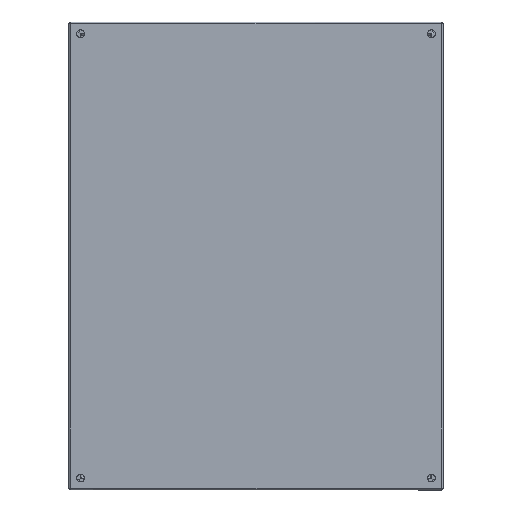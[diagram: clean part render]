
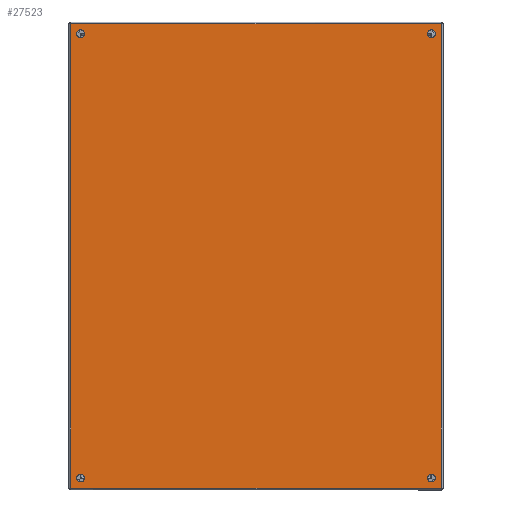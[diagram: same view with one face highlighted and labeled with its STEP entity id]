
A CAD part, top view. The second image highlights one B-rep face of the part: STEP entity #27523.
In plain terms, the highlighted face is planar.
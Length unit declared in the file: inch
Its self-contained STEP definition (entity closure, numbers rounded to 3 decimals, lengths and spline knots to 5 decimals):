
#313 = CARTESIAN_POINT ( 'NONE',  ( 0., 0.072, -14.928 ) ) ;
#333 = VERTEX_POINT ( 'NONE', #35653 ) ;
#627 = LINE ( 'NONE', #6040, #37093 ) ;
#1187 = EDGE_CURVE ( 'NONE', #33790, #9095, #4870, .T. ) ;
#1258 = DIRECTION ( 'NONE',  ( 0., 0., 1. ) ) ;
#1320 = CARTESIAN_POINT ( 'NONE',  ( 0., 0.75, 14.5 ) ) ;
#1680 = EDGE_CURVE ( 'NONE', #5087, #27216, #31554, .T. ) ;
#1848 = VECTOR ( 'NONE', #34872, 39.37008 ) ;
#1961 = AXIS2_PLACEMENT_3D ( 'NONE', #12679, #24330, #1258 ) ;
#2140 = AXIS2_PLACEMENT_3D ( 'NONE', #16674, #10954, #11122 ) ;
#2270 = AXIS2_PLACEMENT_3D ( 'NONE', #19999, #5957, #11941 ) ;
#3034 = AXIS2_PLACEMENT_3D ( 'NONE', #36301, #10112, #12800 ) ;
#3505 = CIRCLE ( 'NONE', #2270, 0.25 ) ;
#3528 = CARTESIAN_POINT ( 'NONE',  ( 0., 23.25, 14.5 ) ) ;
#4627 = CIRCLE ( 'NONE', #10183, 0.25 ) ;
#4870 = CIRCLE ( 'NONE', #3034, 0.25 ) ;
#5087 = VERTEX_POINT ( 'NONE', #12195 ) ;
#5431 = ORIENTED_EDGE ( 'NONE', *, *, #14840, .T. ) ;
#5600 = CIRCLE ( 'NONE', #23986, 0.25 ) ;
#5957 = DIRECTION ( 'NONE',  ( 1., 0., 0. ) ) ;
#6040 = CARTESIAN_POINT ( 'NONE',  ( 0., 0.108, -14.928 ) ) ;
#6088 = FACE_BOUND ( 'NONE', #35683, .T. ) ;
#6423 = CARTESIAN_POINT ( 'NONE',  ( 0., 0.75, -14.5 ) ) ;
#6474 = FACE_OUTER_BOUND ( 'NONE', #11785, .T. ) ;
#7304 = EDGE_CURVE ( 'NONE', #27216, #5087, #5600, .T. ) ;
#7345 = LINE ( 'NONE', #18892, #12320 ) ;
#7397 = CARTESIAN_POINT ( 'NONE',  ( 0., 23.25, -14.25 ) ) ;
#7752 = EDGE_CURVE ( 'NONE', #35459, #17820, #17952, .T. ) ;
#8124 = VERTEX_POINT ( 'NONE', #31701 ) ;
#8282 = CARTESIAN_POINT ( 'NONE',  ( 0., 23.25, -14. ) ) ;
#8617 = LINE ( 'NONE', #34504, #1848 ) ;
#8685 = EDGE_LOOP ( 'NONE', ( #31875, #11106 ) ) ;
#8839 = CARTESIAN_POINT ( 'NONE',  ( 0., 23.892, -14.892 ) ) ;
#9095 = VERTEX_POINT ( 'NONE', #18433 ) ;
#9757 = DIRECTION ( 'NONE',  ( 1., 0., 0. ) ) ;
#10112 = DIRECTION ( 'NONE',  ( 1., 0., 0. ) ) ;
#10183 = AXIS2_PLACEMENT_3D ( 'NONE', #24147, #35995, #20727 ) ;
#10562 = CARTESIAN_POINT ( 'NONE',  ( 0., 23.25, 14.25 ) ) ;
#10644 = EDGE_CURVE ( 'NONE', #21867, #8124, #7345, .T. ) ;
#10836 = CARTESIAN_POINT ( 'NONE',  ( 0., 0.75, 14. ) ) ;
#10904 = DIRECTION ( 'NONE',  ( 1., 0., 0. ) ) ;
#10954 = DIRECTION ( 'NONE',  ( 1., 0., 0. ) ) ;
#11106 = ORIENTED_EDGE ( 'NONE', *, *, #34911, .T. ) ;
#11122 = DIRECTION ( 'NONE',  ( 0., 0., 1. ) ) ;
#11627 = ORIENTED_EDGE ( 'NONE', *, *, #10644, .F. ) ;
#11785 = EDGE_LOOP ( 'NONE', ( #31822, #32498, #29577, #11627 ) ) ;
#11903 = EDGE_LOOP ( 'NONE', ( #37832, #28889 ) ) ;
#11941 = DIRECTION ( 'NONE',  ( 0., 0., 1. ) ) ;
#12195 = CARTESIAN_POINT ( 'NONE',  ( 0., 23.25, -14.5 ) ) ;
#12320 = VECTOR ( 'NONE', #16581, 39.37008 ) ;
#12679 = CARTESIAN_POINT ( 'NONE',  ( 0., 0.75, -14.25 ) ) ;
#12800 = DIRECTION ( 'NONE',  ( 0., 0., 1. ) ) ;
#14232 = AXIS2_PLACEMENT_3D ( 'NONE', #27643, #30141, #27280 ) ;
#14840 = EDGE_CURVE ( 'NONE', #17820, #35459, #3505, .T. ) ;
#15019 = EDGE_CURVE ( 'NONE', #9095, #33790, #31438, .T. ) ;
#16297 = DIRECTION ( 'NONE',  ( 0., 0., -1. ) ) ;
#16502 = VECTOR ( 'NONE', #31161, 39.37008 ) ;
#16581 = DIRECTION ( 'NONE',  ( 0., 0., 1. ) ) ;
#16674 = CARTESIAN_POINT ( 'NONE',  ( 0., 23.25, -14.25 ) ) ;
#17150 = VERTEX_POINT ( 'NONE', #1320 ) ;
#17479 = PLANE ( 'NONE',  #23957 ) ;
#17820 = VERTEX_POINT ( 'NONE', #6423 ) ;
#17835 = EDGE_LOOP ( 'NONE', ( #25980, #18067 ) ) ;
#17952 = CIRCLE ( 'NONE', #1961, 0.25 ) ;
#18067 = ORIENTED_EDGE ( 'NONE', *, *, #1680, .T. ) ;
#18433 = CARTESIAN_POINT ( 'NONE',  ( 0., 23.25, 14. ) ) ;
#18892 = CARTESIAN_POINT ( 'NONE',  ( 0., 23.892, -14.928 ) ) ;
#19509 = CARTESIAN_POINT ( 'NONE',  ( 0., 0.072, -14.892 ) ) ;
#19515 = CARTESIAN_POINT ( 'NONE',  ( 0., 0.108, 14.892 ) ) ;
#19999 = CARTESIAN_POINT ( 'NONE',  ( 0., 0.75, -14.25 ) ) ;
#20704 = FACE_BOUND ( 'NONE', #11903, .T. ) ;
#20727 = DIRECTION ( 'NONE',  ( 0., 0., 1. ) ) ;
#20826 = DIRECTION ( 'NONE',  ( 0., 0., -1. ) ) ;
#21239 = EDGE_CURVE ( 'NONE', #17150, #31163, #4627, .T. ) ;
#21867 = VERTEX_POINT ( 'NONE', #8839 ) ;
#23957 = AXIS2_PLACEMENT_3D ( 'NONE', #313, #9757, #16297 ) ;
#23986 = AXIS2_PLACEMENT_3D ( 'NONE', #7397, #10904, #25042 ) ;
#24147 = CARTESIAN_POINT ( 'NONE',  ( 0., 0.75, 14.25 ) ) ;
#24205 = EDGE_CURVE ( 'NONE', #37196, #333, #627, .T. ) ;
#24330 = DIRECTION ( 'NONE',  ( 1., 0., 0. ) ) ;
#25042 = DIRECTION ( 'NONE',  ( 0., 0., 1. ) ) ;
#25249 = LINE ( 'NONE', #19509, #16502 ) ;
#25818 = EDGE_CURVE ( 'NONE', #333, #21867, #25249, .T. ) ;
#25980 = ORIENTED_EDGE ( 'NONE', *, *, #7304, .T. ) ;
#26433 = FACE_BOUND ( 'NONE', #17835, .T. ) ;
#27216 = VERTEX_POINT ( 'NONE', #8282 ) ;
#27280 = DIRECTION ( 'NONE',  ( 0., 0., 1. ) ) ;
#27377 = CARTESIAN_POINT ( 'NONE',  ( 0., 0.75, -14. ) ) ;
#27445 = EDGE_CURVE ( 'NONE', #8124, #37196, #8617, .T. ) ;
#27523 = ADVANCED_FACE ( 'NONE', ( #6088, #6474, #29298, #26433, #20704 ), #17479, .F. ) ;
#27643 = CARTESIAN_POINT ( 'NONE',  ( 0., 0.75, 14.25 ) ) ;
#27789 = DIRECTION ( 'NONE',  ( 0., 0., 1. ) ) ;
#27993 = DIRECTION ( 'NONE',  ( 1., 0., 0. ) ) ;
#28889 = ORIENTED_EDGE ( 'NONE', *, *, #15019, .T. ) ;
#29298 = FACE_BOUND ( 'NONE', #8685, .T. ) ;
#29320 = ORIENTED_EDGE ( 'NONE', *, *, #7752, .T. ) ;
#29577 = ORIENTED_EDGE ( 'NONE', *, *, #27445, .F. ) ;
#30141 = DIRECTION ( 'NONE',  ( 1., 0., 0. ) ) ;
#31161 = DIRECTION ( 'NONE',  ( 0., 1., 0. ) ) ;
#31163 = VERTEX_POINT ( 'NONE', #10836 ) ;
#31438 = CIRCLE ( 'NONE', #33288, 0.25 ) ;
#31554 = CIRCLE ( 'NONE', #2140, 0.25 ) ;
#31701 = CARTESIAN_POINT ( 'NONE',  ( 0., 23.892, 14.892 ) ) ;
#31822 = ORIENTED_EDGE ( 'NONE', *, *, #25818, .F. ) ;
#31875 = ORIENTED_EDGE ( 'NONE', *, *, #21239, .T. ) ;
#32498 = ORIENTED_EDGE ( 'NONE', *, *, #24205, .F. ) ;
#33288 = AXIS2_PLACEMENT_3D ( 'NONE', #10562, #27993, #27789 ) ;
#33790 = VERTEX_POINT ( 'NONE', #3528 ) ;
#34504 = CARTESIAN_POINT ( 'NONE',  ( 0., 0.072, 14.892 ) ) ;
#34872 = DIRECTION ( 'NONE',  ( 0., -1., 0. ) ) ;
#34911 = EDGE_CURVE ( 'NONE', #31163, #17150, #34993, .T. ) ;
#34993 = CIRCLE ( 'NONE', #14232, 0.25 ) ;
#35459 = VERTEX_POINT ( 'NONE', #27377 ) ;
#35653 = CARTESIAN_POINT ( 'NONE',  ( 0., 0.108, -14.892 ) ) ;
#35683 = EDGE_LOOP ( 'NONE', ( #29320, #5431 ) ) ;
#35995 = DIRECTION ( 'NONE',  ( 1., 0., 0. ) ) ;
#36301 = CARTESIAN_POINT ( 'NONE',  ( 0., 23.25, 14.25 ) ) ;
#37093 = VECTOR ( 'NONE', #20826, 39.37008 ) ;
#37196 = VERTEX_POINT ( 'NONE', #19515 ) ;
#37832 = ORIENTED_EDGE ( 'NONE', *, *, #1187, .T. ) ;
